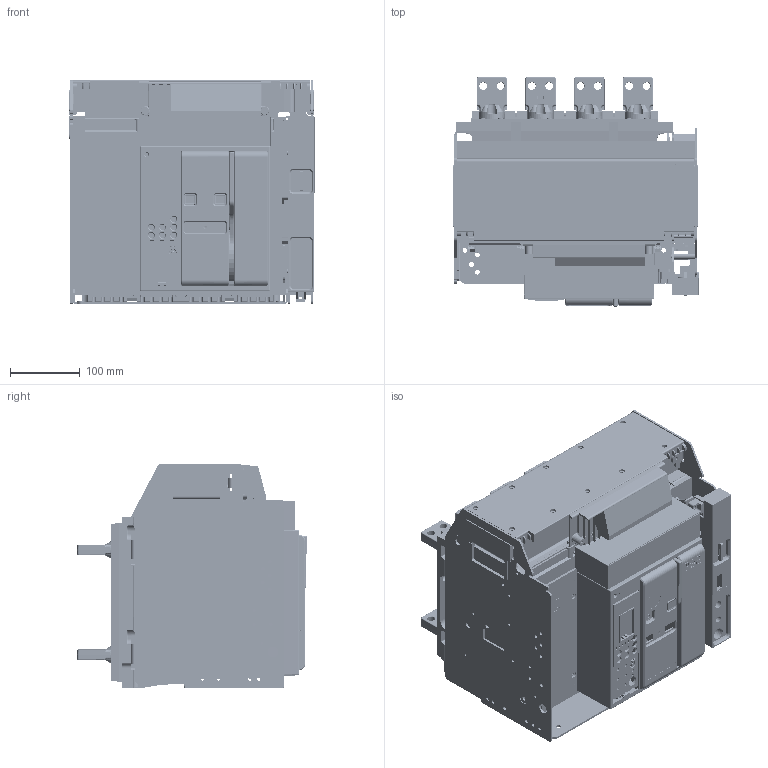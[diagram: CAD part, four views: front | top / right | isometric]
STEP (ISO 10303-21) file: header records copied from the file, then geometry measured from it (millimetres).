
FILE_DESCRIPTION((''),'2;1');
FILE_NAME('CDW3-1600N_4P_CT','2022-05-19T',('li.xiong'),(''),'PRO/ENGINEER BY PARAMETRIC TECHNOLOGY CORPORATION, 2015440','PRO/ENGINEER BY PARAMETRIC TECHNOLOGY CORPORATION, 2015440','');
FILE_SCHEMA(('CONFIG_CONTROL_DESIGN'));
Products named in the file (1): CDW3-1600N_4P_CT
Bounding box: 352.4 x 329.98 x 322.12 mm (x, y, z)
Volume: 16106979.9 mm3; surface area: 1729106.7 mm2
Topology: 24 solids, 30 shells, 10674 faces, 29111 edges, 18888 vertices
Faces by surface type: plane 6988, cylinder 2247, extrusion 663, cone 335, bspline 301, torus 96, sphere 44
Entity records: 387677 total; most frequent: CARTESIAN_POINT 120081, ORIENTED_EDGE 58198, DIRECTION 50669, EDGE_CURVE 29099, VECTOR 22437, LINE 21774, VERTEX_POINT 18888, AXIS2_PLACEMENT_3D 14116
